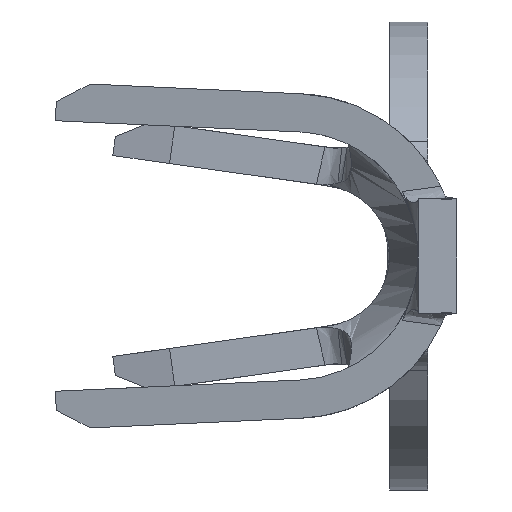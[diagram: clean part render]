
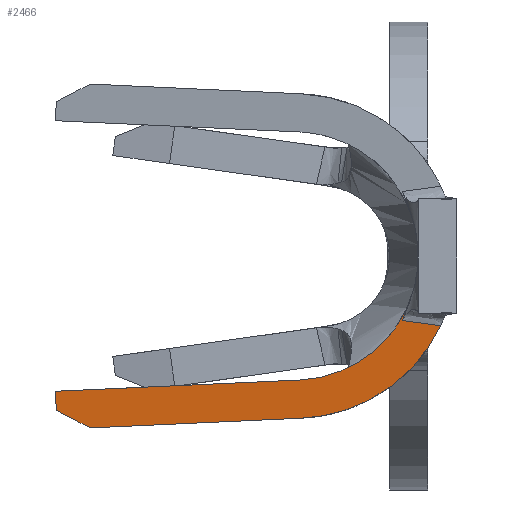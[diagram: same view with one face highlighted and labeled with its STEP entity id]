
A CAD part, left-side view. The second image highlights one B-rep face of the part: STEP entity #2466.
In plain terms, the highlighted planar face has unit normal (-0.99, 0.139, 0).
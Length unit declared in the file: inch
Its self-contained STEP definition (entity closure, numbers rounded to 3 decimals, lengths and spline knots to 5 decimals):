
#148 =( BOUNDED_CURVE ( )  B_SPLINE_CURVE ( 3, ( #2746, #2767, #2538, #2528 ),
 .UNSPECIFIED., .F., .F. ) 
 B_SPLINE_CURVE_WITH_KNOTS ( ( 4, 4 ),
 ( 1.61675, 2.76828 ),
 .UNSPECIFIED. ) 
 CURVE ( )  GEOMETRIC_REPRESENTATION_ITEM ( )  RATIONAL_B_SPLINE_CURVE ( ( 1., 0.893, 0.893, 1. ) ) 
 REPRESENTATION_ITEM ( '' )  );
#585 =( BOUNDED_CURVE ( )  B_SPLINE_CURVE ( 3, ( #4521, #4487, #4384, #4365 ),
 .UNSPECIFIED., .F., .F. ) 
 B_SPLINE_CURVE_WITH_KNOTS ( ( 4, 4 ),
 ( 3.58516, 4.66644 ),
 .UNSPECIFIED. ) 
 CURVE ( )  GEOMETRIC_REPRESENTATION_ITEM ( )  RATIONAL_B_SPLINE_CURVE ( ( 1., 0.905, 0.905, 1. ) ) 
 REPRESENTATION_ITEM ( '' )  );
#731 = VECTOR ( 'NONE', #2473, 39.37008 ) ;
#827 = CARTESIAN_POINT ( 'NONE',  ( -0.35684, -0.00677, -0.03648 ) ) ;
#916 = CARTESIAN_POINT ( 'NONE',  ( -0.32849, 0.195, -0.07082 ) ) ;
#1021 = EDGE_CURVE ( 'NONE', #1913, #3490, #585, .T. ) ;
#1035 = EDGE_CURVE ( 'NONE', #1913, #1828, #4319, .T. ) ;
#1155 = B_SPLINE_CURVE_WITH_KNOTS ( 'NONE', 3,
 ( #3143, #3078, #2935, #2914 ),
 .UNSPECIFIED., .F., .F.,
 ( 4, 4 ),
 ( 0., 0.00028 ),
 .UNSPECIFIED. ) ;
#1206 = EDGE_CURVE ( 'NONE', #1828, #3675, #1155, .T. ) ;
#1231 = EDGE_CURVE ( 'NONE', #1308, #3675, #148, .T. ) ;
#1258 = EDGE_CURVE ( 'NONE', #2616, #1308, #1765, .T. ) ;
#1268 = EDGE_CURVE ( 'NONE', #2565, #2616, #4322, .T. ) ;
#1286 = EDGE_CURVE ( 'NONE', #4366, #2565, #3478, .T. ) ;
#1293 = EDGE_CURVE ( 'NONE', #3490, #4366, #4230, .T. ) ;
#1308 = VERTEX_POINT ( 'NONE', #2354 ) ;
#1526 = VECTOR ( 'NONE', #2388, 39.37008 ) ;
#1547 = CARTESIAN_POINT ( 'NONE',  ( -0.32855, 0.19454, -0.08081 ) ) ;
#1765 = LINE ( 'NONE', #2543, #731 ) ;
#1766 = ORIENTED_EDGE ( 'NONE', *, *, #1035, .T. ) ;
#1821 = ORIENTED_EDGE ( 'NONE', *, *, #1021, .F. ) ;
#1828 = VERTEX_POINT ( 'NONE', #2421 ) ;
#1886 = ORIENTED_EDGE ( 'NONE', *, *, #1231, .F. ) ;
#1913 = VERTEX_POINT ( 'NONE', #827 ) ;
#2074 = ORIENTED_EDGE ( 'NONE', *, *, #1206, .T. ) ;
#2237 = AXIS2_PLACEMENT_3D ( 'NONE', #2790, #3269, #3257 ) ;
#2354 = CARTESIAN_POINT ( 'NONE',  ( -0.34647, 0.06701, -0.06493 ) ) ;
#2384 = CARTESIAN_POINT ( 'NONE',  ( -0.329, 0.19133, -0.08247 ) ) ;
#2388 = DIRECTION ( 'NONE',  ( 0.139, 0.989, -0.045 ) ) ;
#2392 = DIRECTION ( 'NONE',  ( 0.124, 0.881, 0.456 ) ) ;
#2411 = DIRECTION ( 'NONE',  ( 0.006, 0.046, 0.999 ) ) ;
#2421 = CARTESIAN_POINT ( 'NONE',  ( -0.35401, 0.01342, -0.03378 ) ) ;
#2424 = CARTESIAN_POINT ( 'NONE',  ( -0.32849, 0.19499, -0.07101 ) ) ;
#2466 = ADVANCED_FACE ( 'NONE', ( #3560 ), #4363, .F. ) ;
#2473 = DIRECTION ( 'NONE',  ( -0.139, -0.989, 0.045 ) ) ;
#2486 = EDGE_LOOP ( 'NONE', ( #1821, #1766, #2074, #1886, #3743, #2741, #3603, #3753 ) ) ;
#2492 = CARTESIAN_POINT ( 'NONE',  ( -0.34682, 0.06453, -0.08484 ) ) ;
#2528 = CARTESIAN_POINT ( 'NONE',  ( -0.35456, 0.00948, -0.02371 ) ) ;
#2538 = CARTESIAN_POINT ( 'NONE',  ( -0.35321, 0.01912, -0.04832 ) ) ;
#2543 = CARTESIAN_POINT ( 'NONE',  ( -0.3467, 0.06543, -0.06486 ) ) ;
#2565 = VERTEX_POINT ( 'NONE', #1547 ) ;
#2600 = VECTOR ( 'NONE', #2411, 39.37008 ) ;
#2616 = VERTEX_POINT ( 'NONE', #916 ) ;
#2741 = ORIENTED_EDGE ( 'NONE', *, *, #1268, .F. ) ;
#2746 = CARTESIAN_POINT ( 'NONE',  ( -0.34647, 0.06701, -0.06493 ) ) ;
#2767 = CARTESIAN_POINT ( 'NONE',  ( -0.35018, 0.04061, -0.06372 ) ) ;
#2790 = CARTESIAN_POINT ( 'NONE',  ( -0.32849, 0.195, -0.09 ) ) ;
#2914 = CARTESIAN_POINT ( 'NONE',  ( -0.35456, 0.00948, -0.02371 ) ) ;
#2935 = CARTESIAN_POINT ( 'NONE',  ( -0.35438, 0.01079, -0.02707 ) ) ;
#3078 = CARTESIAN_POINT ( 'NONE',  ( -0.35419, 0.01211, -0.03042 ) ) ;
#3093 = CARTESIAN_POINT ( 'NONE',  ( -0.3466, 0.0661, -0.08491 ) ) ;
#3143 = CARTESIAN_POINT ( 'NONE',  ( -0.35401, 0.01342, -0.03378 ) ) ;
#3257 = DIRECTION ( 'NONE',  ( 0.139, 0.99, 0. ) ) ;
#3269 = DIRECTION ( 'NONE',  ( 0.99, -0.139, 0. ) ) ;
#3371 = VECTOR ( 'NONE', #2392, 39.37008 ) ;
#3478 = LINE ( 'NONE', #2384, #3371 ) ;
#3490 = VERTEX_POINT ( 'NONE', #3093 ) ;
#3560 = FACE_OUTER_BOUND ( 'NONE', #2486, .T. ) ;
#3603 = ORIENTED_EDGE ( 'NONE', *, *, #1286, .F. ) ;
#3675 = VERTEX_POINT ( 'NONE', #4400 ) ;
#3743 = ORIENTED_EDGE ( 'NONE', *, *, #1258, .F. ) ;
#3753 = ORIENTED_EDGE ( 'NONE', *, *, #1293, .F. ) ;
#3974 = CARTESIAN_POINT ( 'NONE',  ( -0.33105, 0.17678, -0.09 ) ) ;
#4063 = CARTESIAN_POINT ( 'NONE',  ( -0.35401, 0.01342, -0.03378 ) ) ;
#4074 = CARTESIAN_POINT ( 'NONE',  ( -0.35405, 0.01308, -0.03384 ) ) ;
#4097 = CARTESIAN_POINT ( 'NONE',  ( -0.3541, 0.01274, -0.03389 ) ) ;
#4105 = CARTESIAN_POINT ( 'NONE',  ( -0.35415, 0.0124, -0.03394 ) ) ;
#4115 = CARTESIAN_POINT ( 'NONE',  ( -0.35438, 0.01078, -0.03419 ) ) ;
#4126 = CARTESIAN_POINT ( 'NONE',  ( -0.3546, 0.00916, -0.03442 ) ) ;
#4136 = CARTESIAN_POINT ( 'NONE',  ( -0.35483, 0.00754, -0.03465 ) ) ;
#4154 = CARTESIAN_POINT ( 'NONE',  ( -0.35506, 0.00593, -0.03487 ) ) ;
#4157 = CARTESIAN_POINT ( 'NONE',  ( -0.35529, 0.00431, -0.03509 ) ) ;
#4162 = CARTESIAN_POINT ( 'NONE',  ( -0.35551, 0.00269, -0.0353 ) ) ;
#4175 = CARTESIAN_POINT ( 'NONE',  ( -0.35568, 0.00149, -0.03545 ) ) ;
#4190 = CARTESIAN_POINT ( 'NONE',  ( -0.35585, 0.0003, -0.0356 ) ) ;
#4198 = CARTESIAN_POINT ( 'NONE',  ( -0.35602, -0.00089, -0.03575 ) ) ;
#4207 = CARTESIAN_POINT ( 'NONE',  ( -0.35629, -0.00285, -0.03599 ) ) ;
#4230 = LINE ( 'NONE', #2492, #1526 ) ;
#4319 = B_SPLINE_CURVE_WITH_KNOTS ( 'NONE', 3,
 ( #4397, #4416, #4207, #4198, #4190, #4175, #4162, #4157, #4154, #4136, #4126, #4115, #4105, #4097, #4074, #4063 ),
 .UNSPECIFIED., .F., .F.,
 ( 4, 3, 3, 3, 3, 4 ),
 ( 0., 0.00015, 0.00024, 0.00037, 0.0005, 0.00052 ),
 .UNSPECIFIED. ) ;
#4322 = LINE ( 'NONE', #2424, #2600 ) ;
#4363 = PLANE ( 'NONE',  #2237 ) ;
#4365 = CARTESIAN_POINT ( 'NONE',  ( -0.3466, 0.0661, -0.08491 ) ) ;
#4366 = VERTEX_POINT ( 'NONE', #3974 ) ;
#4384 = CARTESIAN_POINT ( 'NONE',  ( -0.35113, 0.0339, -0.08343 ) ) ;
#4397 = CARTESIAN_POINT ( 'NONE',  ( -0.35684, -0.00677, -0.03648 ) ) ;
#4400 = CARTESIAN_POINT ( 'NONE',  ( -0.35456, 0.00948, -0.02371 ) ) ;
#4416 = CARTESIAN_POINT ( 'NONE',  ( -0.35657, -0.00481, -0.03623 ) ) ;
#4487 = CARTESIAN_POINT ( 'NONE',  ( -0.3549, 0.00706, -0.06559 ) ) ;
#4521 = CARTESIAN_POINT ( 'NONE',  ( -0.35684, -0.00677, -0.03648 ) ) ;
